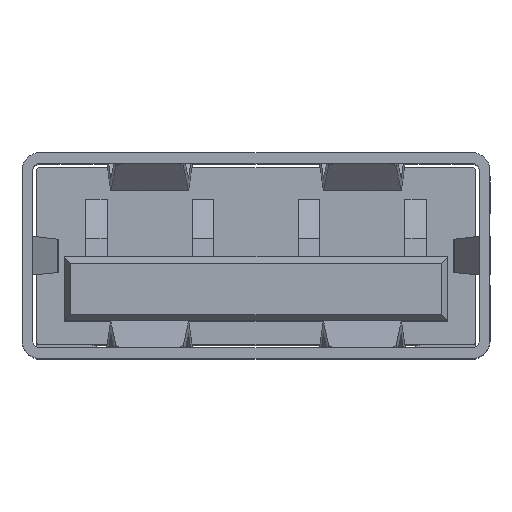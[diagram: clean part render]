
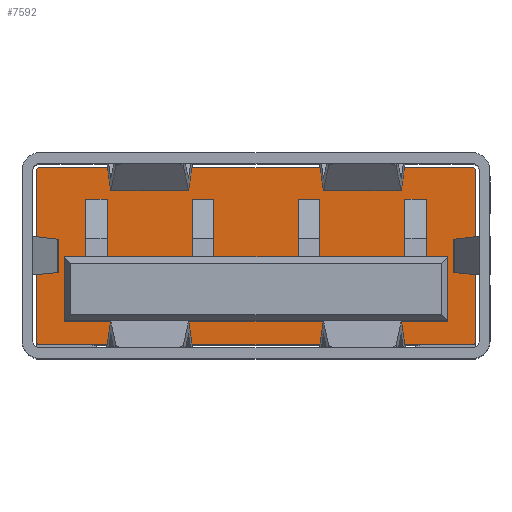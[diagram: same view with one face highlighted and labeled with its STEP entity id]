
A CAD part, top view. The second image highlights one B-rep face of the part: STEP entity #7592.
In plain terms, the highlighted planar face has unit normal (0, 0, 1).
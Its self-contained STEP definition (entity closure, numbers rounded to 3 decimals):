
#134 = LINE ( 'NONE', #12170, #4919 ) ;
#237 = CARTESIAN_POINT ( 'NONE',  ( 6.2, -2.4, -12. ) ) ;
#331 = FACE_BOUND ( 'NONE', #9979, .T. ) ;
#962 = DIRECTION ( 'NONE',  ( 0., 1., 0. ) ) ;
#1021 = DIRECTION ( 'NONE',  ( 0., 0., 1. ) ) ;
#1844 = EDGE_CURVE ( 'NONE', #5761, #6822, #9152, .T. ) ;
#2185 = AXIS2_PLACEMENT_3D ( 'NONE', #19873, #3890, #19724 ) ;
#2236 = VECTOR ( 'NONE', #12924, 1000. ) ;
#2688 = CARTESIAN_POINT ( 'NONE',  ( -5.4, -1.838, -12. ) ) ;
#3171 = ORIENTED_EDGE ( 'NONE', *, *, #26726, .T. ) ;
#3357 = VERTEX_POINT ( 'NONE', #23985 ) ;
#3401 = DIRECTION ( 'NONE',  ( 0., -1., 0. ) ) ;
#3430 = DIRECTION ( 'NONE',  ( 0., -1., 0. ) ) ;
#3879 = EDGE_CURVE ( 'NONE', #26593, #10850, #26654, .T. ) ;
#3890 = DIRECTION ( 'NONE',  ( 0., 0., 1. ) ) ;
#4919 = VECTOR ( 'NONE', #16716, 1000. ) ;
#4959 = CARTESIAN_POINT ( 'NONE',  ( 6.1, 2.4, -12. ) ) ;
#5200 = DIRECTION ( 'NONE',  ( 0., 0., 1. ) ) ;
#5216 = VERTEX_POINT ( 'NONE', #12864 ) ;
#5320 = ORIENTED_EDGE ( 'NONE', *, *, #9144, .F. ) ;
#5397 = DIRECTION ( 'NONE',  ( -1., 0., 0. ) ) ;
#5411 = CARTESIAN_POINT ( 'NONE',  ( -6.1, -2.5, -12. ) ) ;
#5662 = EDGE_CURVE ( 'NONE', #6822, #22282, #7686, .T. ) ;
#5761 = VERTEX_POINT ( 'NONE', #26771 ) ;
#6453 = VERTEX_POINT ( 'NONE', #15768 ) ;
#6815 = ORIENTED_EDGE ( 'NONE', *, *, #1844, .T. ) ;
#6822 = VERTEX_POINT ( 'NONE', #19484 ) ;
#7176 = CIRCLE ( 'NONE', #17761, 0.1 ) ;
#7428 = PLANE ( 'NONE',  #29077 ) ;
#7592 = ADVANCED_FACE ( 'NONE', ( #331, #9671 ), #7428, .T. ) ;
#7686 = CIRCLE ( 'NONE', #14419, 0.1 ) ;
#7754 = CARTESIAN_POINT ( 'NONE',  ( 6.1, 2.5, -12. ) ) ;
#8309 = EDGE_CURVE ( 'NONE', #3357, #26593, #25755, .T. ) ;
#8494 = DIRECTION ( 'NONE',  ( 0., -1., 0. ) ) ;
#9144 = EDGE_CURVE ( 'NONE', #29529, #11629, #11742, .T. ) ;
#9152 = LINE ( 'NONE', #237, #24066 ) ;
#9287 = DIRECTION ( 'NONE',  ( 0., 1., 0. ) ) ;
#9671 = FACE_OUTER_BOUND ( 'NONE', #16732, .T. ) ;
#9979 = EDGE_LOOP ( 'NONE', ( #17685, #24202, #25286, #5320 ) ) ;
#9992 = AXIS2_PLACEMENT_3D ( 'NONE', #21341, #16974, #3401 ) ;
#10047 = LINE ( 'NONE', #5411, #24933 ) ;
#10850 = VERTEX_POINT ( 'NONE', #18166 ) ;
#11185 = EDGE_CURVE ( 'NONE', #5216, #5761, #7176, .T. ) ;
#11259 = ORIENTED_EDGE ( 'NONE', *, *, #29049, .T. ) ;
#11291 = ORIENTED_EDGE ( 'NONE', *, *, #11185, .T. ) ;
#11629 = VERTEX_POINT ( 'NONE', #27196 ) ;
#11742 = LINE ( 'NONE', #27608, #21384 ) ;
#12170 = CARTESIAN_POINT ( 'NONE',  ( 5.4, -1.838, -12. ) ) ;
#12687 = VERTEX_POINT ( 'NONE', #26963 ) ;
#12864 = CARTESIAN_POINT ( 'NONE',  ( 6.1, -2.5, -12. ) ) ;
#12924 = DIRECTION ( 'NONE',  ( 0., -1., 0. ) ) ;
#13992 = EDGE_CURVE ( 'NONE', #11629, #21058, #15745, .T. ) ;
#14410 = DIRECTION ( 'NONE',  ( 1., 0., 0. ) ) ;
#14416 = DIRECTION ( 'NONE',  ( 0., -1., 0. ) ) ;
#14419 = AXIS2_PLACEMENT_3D ( 'NONE', #4959, #28287, #14416 ) ;
#14829 = CARTESIAN_POINT ( 'NONE',  ( 5.4, -1.838, -12. ) ) ;
#14883 = CARTESIAN_POINT ( 'NONE',  ( 6.1, -2.4, -12. ) ) ;
#15144 = CARTESIAN_POINT ( 'NONE',  ( 6.1, 2.5, -12. ) ) ;
#15745 = LINE ( 'NONE', #24890, #28103 ) ;
#15768 = CARTESIAN_POINT ( 'NONE',  ( -6.1, -2.5, -12. ) ) ;
#16143 = DIRECTION ( 'NONE',  ( -1., 0., 0. ) ) ;
#16611 = CARTESIAN_POINT ( 'NONE',  ( -6.1, -2.4, -12. ) ) ;
#16716 = DIRECTION ( 'NONE',  ( 1., 0., 0. ) ) ;
#16732 = EDGE_LOOP ( 'NONE', ( #24271, #11259, #11291, #6815, #25202, #3171, #21170, #25462 ) ) ;
#16974 = DIRECTION ( 'NONE',  ( 0., 0., 1. ) ) ;
#17685 = ORIENTED_EDGE ( 'NONE', *, *, #19434, .F. ) ;
#17761 = AXIS2_PLACEMENT_3D ( 'NONE', #14883, #1021, #3430 ) ;
#18166 = CARTESIAN_POINT ( 'NONE',  ( -6.2, -2.4, -12. ) ) ;
#18217 = EDGE_CURVE ( 'NONE', #21058, #12687, #134, .T. ) ;
#19150 = CIRCLE ( 'NONE', #9992, 0.1 ) ;
#19434 = EDGE_CURVE ( 'NONE', #12687, #29529, #21614, .T. ) ;
#19484 = CARTESIAN_POINT ( 'NONE',  ( 6.2, 2.4, -12. ) ) ;
#19724 = DIRECTION ( 'NONE',  ( 0., -1., 0. ) ) ;
#19873 = CARTESIAN_POINT ( 'NONE',  ( -6.1, 2.4, -12. ) ) ;
#20465 = VECTOR ( 'NONE', #5397, 1000. ) ;
#21058 = VERTEX_POINT ( 'NONE', #2688 ) ;
#21170 = ORIENTED_EDGE ( 'NONE', *, *, #8309, .T. ) ;
#21341 = CARTESIAN_POINT ( 'NONE',  ( -6.1, -2.4, -12. ) ) ;
#21384 = VECTOR ( 'NONE', #16143, 1000. ) ;
#21437 = DIRECTION ( 'NONE',  ( 0., -1., 0. ) ) ;
#21614 = LINE ( 'NONE', #14829, #29540 ) ;
#22282 = VERTEX_POINT ( 'NONE', #7754 ) ;
#23396 = CARTESIAN_POINT ( 'NONE',  ( 5.4, -0.038, -12. ) ) ;
#23985 = CARTESIAN_POINT ( 'NONE',  ( -6.1, 2.5, -12. ) ) ;
#24066 = VECTOR ( 'NONE', #9287, 1000. ) ;
#24202 = ORIENTED_EDGE ( 'NONE', *, *, #18217, .F. ) ;
#24271 = ORIENTED_EDGE ( 'NONE', *, *, #28192, .T. ) ;
#24522 = CARTESIAN_POINT ( 'NONE',  ( -6.2, 2.4, -12. ) ) ;
#24890 = CARTESIAN_POINT ( 'NONE',  ( -5.4, -1.838, -12. ) ) ;
#24933 = VECTOR ( 'NONE', #14410, 1000. ) ;
#25202 = ORIENTED_EDGE ( 'NONE', *, *, #5662, .T. ) ;
#25286 = ORIENTED_EDGE ( 'NONE', *, *, #13992, .F. ) ;
#25462 = ORIENTED_EDGE ( 'NONE', *, *, #3879, .T. ) ;
#25755 = CIRCLE ( 'NONE', #2185, 0.1 ) ;
#26126 = CARTESIAN_POINT ( 'NONE',  ( -6.2, 2.4, -12. ) ) ;
#26291 = LINE ( 'NONE', #15144, #20465 ) ;
#26593 = VERTEX_POINT ( 'NONE', #26126 ) ;
#26654 = LINE ( 'NONE', #24522, #2236 ) ;
#26726 = EDGE_CURVE ( 'NONE', #22282, #3357, #26291, .T. ) ;
#26771 = CARTESIAN_POINT ( 'NONE',  ( 6.2, -2.4, -12. ) ) ;
#26963 = CARTESIAN_POINT ( 'NONE',  ( 5.4, -1.838, -12. ) ) ;
#27196 = CARTESIAN_POINT ( 'NONE',  ( -5.4, -0.038, -12. ) ) ;
#27608 = CARTESIAN_POINT ( 'NONE',  ( 5.4, -0.038, -12. ) ) ;
#28103 = VECTOR ( 'NONE', #8494, 1000. ) ;
#28192 = EDGE_CURVE ( 'NONE', #10850, #6453, #19150, .T. ) ;
#28287 = DIRECTION ( 'NONE',  ( 0., 0., 1. ) ) ;
#29049 = EDGE_CURVE ( 'NONE', #6453, #5216, #10047, .T. ) ;
#29077 = AXIS2_PLACEMENT_3D ( 'NONE', #16611, #5200, #21437 ) ;
#29529 = VERTEX_POINT ( 'NONE', #23396 ) ;
#29540 = VECTOR ( 'NONE', #962, 1000. ) ;
